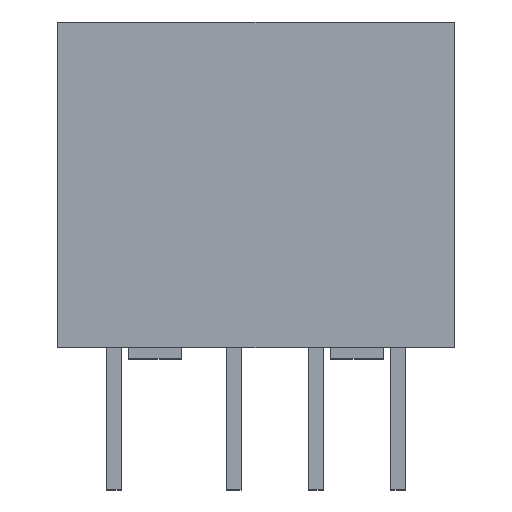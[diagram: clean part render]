
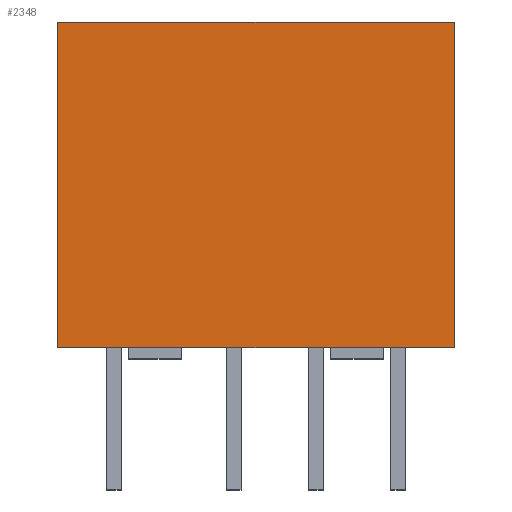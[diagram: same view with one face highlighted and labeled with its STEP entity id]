
A CAD part, top view. The second image highlights one B-rep face of the part: STEP entity #2348.
In plain terms, the highlighted planar face has unit normal (0, 0, 1).
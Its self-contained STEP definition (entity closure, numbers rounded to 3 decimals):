
#433 = PLANE('',#434);
#434 = AXIS2_PLACEMENT_3D('',#435,#436,#437);
#435 = CARTESIAN_POINT('',(-1.5,9.,1.25));
#436 = DIRECTION('',(0.,1.,0.));
#437 = DIRECTION('',(0.,-0.,1.));
#653 = PLANE('',#654);
#654 = AXIS2_PLACEMENT_3D('',#655,#656,#657);
#655 = CARTESIAN_POINT('',(9.1,9.,-4.45));
#656 = DIRECTION('',(-1.,0.,0.));
#657 = DIRECTION('',(0.,0.,1.));
#681 = PLANE('',#682);
#682 = AXIS2_PLACEMENT_3D('',#683,#684,#685);
#683 = CARTESIAN_POINT('',(-1.5,0.3,1.25));
#684 = DIRECTION('',(0.,1.,0.));
#685 = DIRECTION('',(0.,-0.,1.));
#709 = PLANE('',#710);
#710 = AXIS2_PLACEMENT_3D('',#711,#712,#713);
#711 = CARTESIAN_POINT('',(-1.5,9.,-4.45));
#712 = DIRECTION('',(1.,0.,0.));
#713 = DIRECTION('',(0.,0.,-1.));
#782 = VERTEX_POINT('',#783);
#783 = CARTESIAN_POINT('',(-1.5,9.,1.25));
#804 = EDGE_CURVE('',#782,#805,#807,.T.);
#805 = VERTEX_POINT('',#806);
#806 = CARTESIAN_POINT('',(9.1,9.,1.25));
#807 = SURFACE_CURVE('',#808,(#812,#819),.PCURVE_S1.);
#808 = LINE('',#809,#810);
#809 = CARTESIAN_POINT('',(-1.5,9.,1.25));
#810 = VECTOR('',#811,1.);
#811 = DIRECTION('',(1.,0.,0.));
#812 = PCURVE('',#433,#813);
#813 = DEFINITIONAL_REPRESENTATION('',(#814),#818);
#814 = LINE('',#815,#816);
#815 = CARTESIAN_POINT('',(0.,0.));
#816 = VECTOR('',#817,1.);
#817 = DIRECTION('',(0.,1.));
#818 = ( GEOMETRIC_REPRESENTATION_CONTEXT(2) 
PARAMETRIC_REPRESENTATION_CONTEXT() REPRESENTATION_CONTEXT('2D SPACE',''
  ) );
#819 = PCURVE('',#820,#825);
#820 = PLANE('',#821);
#821 = AXIS2_PLACEMENT_3D('',#822,#823,#824);
#822 = CARTESIAN_POINT('',(-1.5,9.,1.25));
#823 = DIRECTION('',(0.,0.,-1.));
#824 = DIRECTION('',(-1.,0.,0.));
#825 = DEFINITIONAL_REPRESENTATION('',(#826),#830);
#826 = LINE('',#827,#828);
#827 = CARTESIAN_POINT('',(0.,0.));
#828 = VECTOR('',#829,1.);
#829 = DIRECTION('',(-1.,0.));
#830 = ( GEOMETRIC_REPRESENTATION_CONTEXT(2) 
PARAMETRIC_REPRESENTATION_CONTEXT() REPRESENTATION_CONTEXT('2D SPACE',''
  ) );
#1544 = VERTEX_POINT('',#1545);
#1545 = CARTESIAN_POINT('',(-1.5,0.3,1.25));
#1568 = VERTEX_POINT('',#1569);
#1569 = CARTESIAN_POINT('',(9.1,0.3,1.25));
#1590 = EDGE_CURVE('',#1544,#1568,#1591,.T.);
#1591 = SURFACE_CURVE('',#1592,(#1596,#1603),.PCURVE_S1.);
#1592 = LINE('',#1593,#1594);
#1593 = CARTESIAN_POINT('',(-1.5,0.3,1.25));
#1594 = VECTOR('',#1595,1.);
#1595 = DIRECTION('',(1.,0.,0.));
#1596 = PCURVE('',#681,#1597);
#1597 = DEFINITIONAL_REPRESENTATION('',(#1598),#1602);
#1598 = LINE('',#1599,#1600);
#1599 = CARTESIAN_POINT('',(0.,0.));
#1600 = VECTOR('',#1601,1.);
#1601 = DIRECTION('',(0.,1.));
#1602 = ( GEOMETRIC_REPRESENTATION_CONTEXT(2) 
PARAMETRIC_REPRESENTATION_CONTEXT() REPRESENTATION_CONTEXT('2D SPACE',''
  ) );
#1603 = PCURVE('',#820,#1604);
#1604 = DEFINITIONAL_REPRESENTATION('',(#1605),#1609);
#1605 = LINE('',#1606,#1607);
#1606 = CARTESIAN_POINT('',(-0.,-8.7));
#1607 = VECTOR('',#1608,1.);
#1608 = DIRECTION('',(-1.,0.));
#1609 = ( GEOMETRIC_REPRESENTATION_CONTEXT(2) 
PARAMETRIC_REPRESENTATION_CONTEXT() REPRESENTATION_CONTEXT('2D SPACE',''
  ) );
#2299 = EDGE_CURVE('',#782,#1544,#2300,.T.);
#2300 = SURFACE_CURVE('',#2301,(#2305,#2312),.PCURVE_S1.);
#2301 = LINE('',#2302,#2303);
#2302 = CARTESIAN_POINT('',(-1.5,9.,1.25));
#2303 = VECTOR('',#2304,1.);
#2304 = DIRECTION('',(0.,-1.,0.));
#2305 = PCURVE('',#709,#2306);
#2306 = DEFINITIONAL_REPRESENTATION('',(#2307),#2311);
#2307 = LINE('',#2308,#2309);
#2308 = CARTESIAN_POINT('',(-5.7,0.));
#2309 = VECTOR('',#2310,1.);
#2310 = DIRECTION('',(0.,-1.));
#2311 = ( GEOMETRIC_REPRESENTATION_CONTEXT(2) 
PARAMETRIC_REPRESENTATION_CONTEXT() REPRESENTATION_CONTEXT('2D SPACE',''
  ) );
#2312 = PCURVE('',#820,#2313);
#2313 = DEFINITIONAL_REPRESENTATION('',(#2314),#2318);
#2314 = LINE('',#2315,#2316);
#2315 = CARTESIAN_POINT('',(0.,0.));
#2316 = VECTOR('',#2317,1.);
#2317 = DIRECTION('',(-0.,-1.));
#2318 = ( GEOMETRIC_REPRESENTATION_CONTEXT(2) 
PARAMETRIC_REPRESENTATION_CONTEXT() REPRESENTATION_CONTEXT('2D SPACE',''
  ) );
#2328 = EDGE_CURVE('',#805,#1568,#2329,.T.);
#2329 = SURFACE_CURVE('',#2330,(#2334,#2341),.PCURVE_S1.);
#2330 = LINE('',#2331,#2332);
#2331 = CARTESIAN_POINT('',(9.1,9.,1.25));
#2332 = VECTOR('',#2333,1.);
#2333 = DIRECTION('',(0.,-1.,0.));
#2334 = PCURVE('',#653,#2335);
#2335 = DEFINITIONAL_REPRESENTATION('',(#2336),#2340);
#2336 = LINE('',#2337,#2338);
#2337 = CARTESIAN_POINT('',(5.7,0.));
#2338 = VECTOR('',#2339,1.);
#2339 = DIRECTION('',(0.,-1.));
#2340 = ( GEOMETRIC_REPRESENTATION_CONTEXT(2) 
PARAMETRIC_REPRESENTATION_CONTEXT() REPRESENTATION_CONTEXT('2D SPACE',''
  ) );
#2341 = PCURVE('',#820,#2342);
#2342 = DEFINITIONAL_REPRESENTATION('',(#2343),#2347);
#2343 = LINE('',#2344,#2345);
#2344 = CARTESIAN_POINT('',(-10.6,0.));
#2345 = VECTOR('',#2346,1.);
#2346 = DIRECTION('',(-0.,-1.));
#2347 = ( GEOMETRIC_REPRESENTATION_CONTEXT(2) 
PARAMETRIC_REPRESENTATION_CONTEXT() REPRESENTATION_CONTEXT('2D SPACE',''
  ) );
#2348 = ADVANCED_FACE('',(#2349),#820,.F.);
#2349 = FACE_BOUND('',#2350,.T.);
#2350 = EDGE_LOOP('',(#2351,#2352,#2353,#2354));
#2351 = ORIENTED_EDGE('',*,*,#1590,.T.);
#2352 = ORIENTED_EDGE('',*,*,#2328,.F.);
#2353 = ORIENTED_EDGE('',*,*,#804,.F.);
#2354 = ORIENTED_EDGE('',*,*,#2299,.T.);
